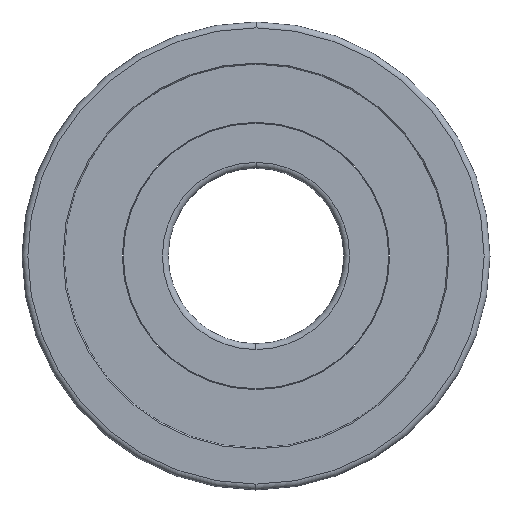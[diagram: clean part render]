
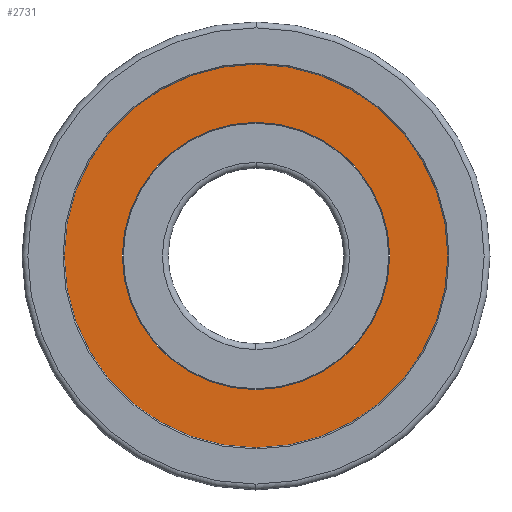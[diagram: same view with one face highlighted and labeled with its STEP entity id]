
A CAD part, left-side view. The second image highlights one B-rep face of the part: STEP entity #2731.
In plain terms, the highlighted planar face has unit normal (-1, 0, 0).
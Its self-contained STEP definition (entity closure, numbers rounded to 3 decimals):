
#2545=CARTESIAN_POINT('POINT123',(-3.29,0.,
   6.854));
#2546=VERTEX_POINT('VERTEX123',#2545);
#2555=CARTESIAN_POINT('POINT125',(-3.29,0.,
   -6.854));
#2556=VERTEX_POINT('VERTEX125',#2555);
#2557=CARTESIAN_POINT('POS70',(-3.29,0.,0.
   ));
#2558=DIRECTION('DIR132',(1.,0.,0.));
#2559=DIRECTION('DIR133',(0.,0.,
   1.));
#2560=AXIS2_PLACEMENT_3D('AXIS63',#2557,#2558,#2559);
#2561=CIRCLE('ELLIPSE45',#2560,6.854);
#2562=EDGE_CURVE('EDGE184',#2556,#2546,#2561,.T.);
#2591=EDGE_CURVE('EDGE188',#2546,#2556,#2561,.T.);
#2707=CARTESIAN_POINT('POINT131',(-3.29,0.,
   9.896));
#2708=VERTEX_POINT('VERTEX131',#2707);
#2709=CARTESIAN_POINT('POINT132',(-3.29,0.,
   -9.896));
#2710=VERTEX_POINT('VERTEX132',#2709);
#2711=CARTESIAN_POINT('POS81',(-3.29,0.,0.
   ));
#2712=DIRECTION('DIR149',(1.,0.,
   0.));
#2713=DIRECTION('DIR150',(0.,0.,
   1.));
#2714=AXIS2_PLACEMENT_3D('AXIS69',#2711,#2712,#2713);
#2715=CIRCLE('ELLIPSE49',#2714,9.896);
#2716=EDGE_CURVE('EDGE197',#2708,#2710,#2715,.T.);
#2717=ORIENTED_EDGE('COEDGE385',*,*,#2716,.F.);
#2718=EDGE_CURVE('EDGE198',#2710,#2708,#2715,.T.);
#2719=ORIENTED_EDGE('COEDGE386',*,*,#2718,.F.);
#2720=EDGE_LOOP('NONE',(#2717,#2719));
#2721=FACE_BOUND('LOOP1',#2720,.T.);
#2722=ORIENTED_EDGE('COEDGE387',*,*,#2591,.T.);
#2723=ORIENTED_EDGE('COEDGE388',*,*,#2562,.T.);
#2724=EDGE_LOOP('NONE',(#2722,#2723));
#2725=FACE_BOUND('LOOP1',#2724,.T.);
#2726=CARTESIAN_POINT('POS82',(-3.29,0.,
   8.375));
#2727=DIRECTION('DIR151',(-1.,0.,0.));
#2728=DIRECTION('DIR152',(0.,1.,0.));
#2729=AXIS2_PLACEMENT_3D('AXIS70',#2726,#2727,#2728);
#2730=PLANE('PLANE3',#2729);
#2731=ADVANCED_FACE('FACE57',(#2721,#2725),#2730,.T.);
